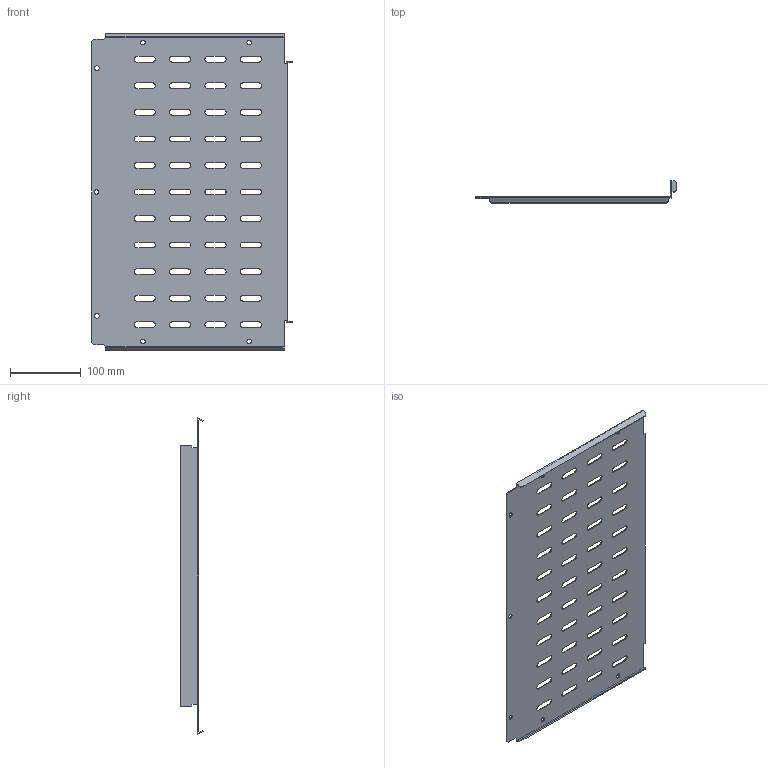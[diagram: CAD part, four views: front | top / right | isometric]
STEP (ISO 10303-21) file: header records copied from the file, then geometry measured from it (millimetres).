
FILE_DESCRIPTION (( 'STEP AP203' ), '1' );
FILE_NAME ('FO-00-SWFC-045 FORMAT Ïåðåãîðîäêà ñåêö. çàäíÿÿ âåðò. êàá. îòñåêà 450 IEK.STEP', '2024-07-30T10:21:15', ( '' ), ( '' ), 'SwSTEP 2.0', 'SolidWorks 2022', '' );
FILE_SCHEMA (( 'CONFIG_CONTROL_DESIGN' ));
Length unit declared in the file: millimetre
Products named in the file (1): FO-00-SWFC-045 FORMAT Перегородка секц. задняя верт. каб. отсека 450 IEK
Bounding box: 283.5 x 31.66 x 447.2 mm (x, y, z)
Volume: 187469.3 mm3; surface area: 257059.8 mm2
Topology: 1 solids, 1 shells, 252 faces, 750 edges, 500 vertices
Faces by surface type: plane 150, cylinder 102
Entity records: 8759 total; most frequent: CARTESIAN_POINT 1503, ORIENTED_EDGE 1500, DIRECTION 1460, EDGE_CURVE 750, LINE 546, VECTOR 546, VERTEX_POINT 500, AXIS2_PLACEMENT_3D 457
